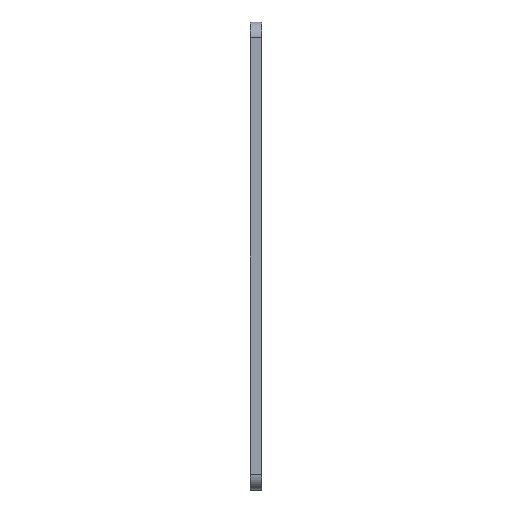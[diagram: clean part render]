
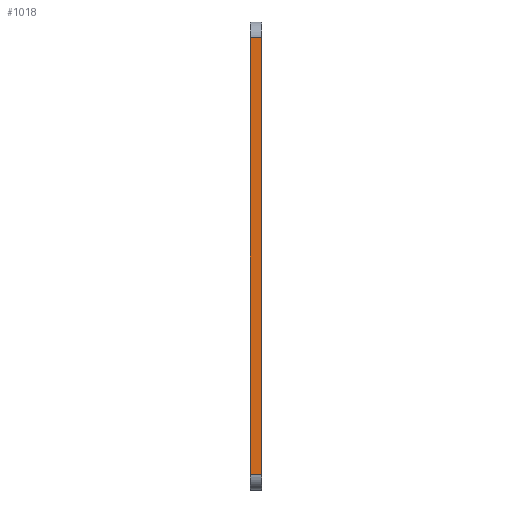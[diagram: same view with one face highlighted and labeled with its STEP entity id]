
A CAD part, left-side view. The second image highlights one B-rep face of the part: STEP entity #1018.
In plain terms, the highlighted planar face has unit normal (-1, 0, 0).
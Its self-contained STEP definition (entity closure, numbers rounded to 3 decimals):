
#28 = ORIENTED_EDGE ( 'NONE', *, *, #1071, .T. ) ;
#37 = VECTOR ( 'NONE', #688, 1000. ) ;
#54 = VERTEX_POINT ( 'NONE', #486 ) ;
#74 = FACE_OUTER_BOUND ( 'NONE', #318, .T. ) ;
#134 = CARTESIAN_POINT ( 'NONE',  ( -14.5, 1.5, -14.5 ) ) ;
#151 = DIRECTION ( 'NONE',  ( 0., -1., 0. ) ) ;
#176 = CARTESIAN_POINT ( 'NONE',  ( -14.5, 0., -14.5 ) ) ;
#184 = CARTESIAN_POINT ( 'NONE',  ( -14.5, 0., 42.5 ) ) ;
#193 = EDGE_CURVE ( 'NONE', #707, #54, #550, .T. ) ;
#205 = EDGE_CURVE ( 'NONE', #707, #867, #1155, .T. ) ;
#257 = EDGE_CURVE ( 'NONE', #867, #331, #699, .T. ) ;
#318 = EDGE_LOOP ( 'NONE', ( #565, #633, #725, #28 ) ) ;
#331 = VERTEX_POINT ( 'NONE', #464 ) ;
#408 = CARTESIAN_POINT ( 'NONE',  ( -14.5, 0., -12.5 ) ) ;
#464 = CARTESIAN_POINT ( 'NONE',  ( -14.5, 0., 42.5 ) ) ;
#466 = LINE ( 'NONE', #184, #990 ) ;
#486 = CARTESIAN_POINT ( 'NONE',  ( -14.5, 1.5, 42.5 ) ) ;
#535 = DIRECTION ( 'NONE',  ( 0., 0., 1. ) ) ;
#550 = LINE ( 'NONE', #134, #1194 ) ;
#552 = DIRECTION ( 'NONE',  ( 0., 1., 0. ) ) ;
#565 = ORIENTED_EDGE ( 'NONE', *, *, #193, .F. ) ;
#576 = DIRECTION ( 'NONE',  ( -1., 0., 0. ) ) ;
#633 = ORIENTED_EDGE ( 'NONE', *, *, #205, .T. ) ;
#688 = DIRECTION ( 'NONE',  ( 0., 0., 1. ) ) ;
#699 = LINE ( 'NONE', #976, #37 ) ;
#707 = VERTEX_POINT ( 'NONE', #1058 ) ;
#725 = ORIENTED_EDGE ( 'NONE', *, *, #257, .T. ) ;
#849 = AXIS2_PLACEMENT_3D ( 'NONE', #176, #576, #985 ) ;
#867 = VERTEX_POINT ( 'NONE', #408 ) ;
#941 = VECTOR ( 'NONE', #151, 1000. ) ;
#976 = CARTESIAN_POINT ( 'NONE',  ( -14.5, 0., -14.5 ) ) ;
#985 = DIRECTION ( 'NONE',  ( 0., 0., 1. ) ) ;
#990 = VECTOR ( 'NONE', #552, 1000. ) ;
#1018 = ADVANCED_FACE ( 'NONE', ( #74 ), #1179, .T. ) ;
#1058 = CARTESIAN_POINT ( 'NONE',  ( -14.5, 1.5, -12.5 ) ) ;
#1059 = CARTESIAN_POINT ( 'NONE',  ( -14.5, 0., -12.5 ) ) ;
#1071 = EDGE_CURVE ( 'NONE', #331, #54, #466, .T. ) ;
#1155 = LINE ( 'NONE', #1059, #941 ) ;
#1179 = PLANE ( 'NONE',  #849 ) ;
#1194 = VECTOR ( 'NONE', #535, 1000. ) ;
